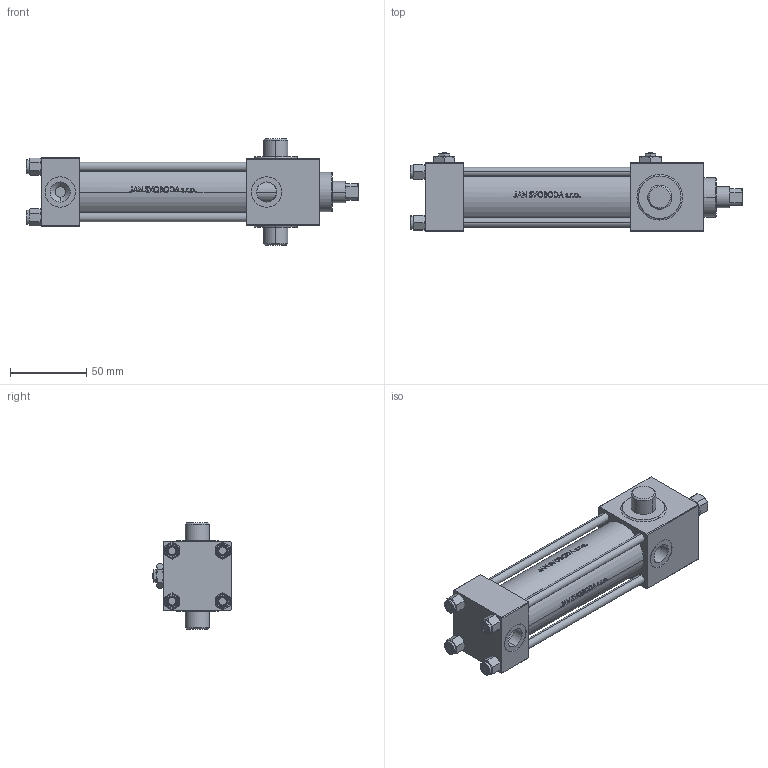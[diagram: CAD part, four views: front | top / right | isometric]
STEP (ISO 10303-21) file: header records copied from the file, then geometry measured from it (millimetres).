
FILE_DESCRIPTION (( 'STEP AP203' ), '1' );
FILE_NAME ('442d.STEP', '2022-04-16T07:41:41', ( '' ), ( '' ), 'SwSTEP 2.0', 'SolidWorks 2019', '' );
FILE_SCHEMA (( 'CONFIG_CONTROL_DESIGN' ));
Length unit declared in the file: millimetre
Products named in the file (7): V215_VC_A a595743f89c96d305b930c8fc0c50dc6; NUT_M5_K a595743f89c96d305b930c8fc0c50dc6; V215CR_K_TYCINKA a595743f89c96d305b930c8fc0c50dc6; V215CR_K_Body a595743f89c96d305b930c8fc0c50dc6; V215CR_VCP_K a595743f89c96d305b930c8fc0c50dc6; 442d; Zatka_pro_OIL_PORT a595743f89c96d305b930c8fc0c50dc6
Assembly tree (13 placements, depth 2):
  442d
    V215CR_K_Body a595743f89c96d305b930c8fc0c50dc6
    V215CR_VCP_K a595743f89c96d305b930c8fc0c50dc6
    V215CR_K_TYCINKA a595743f89c96d305b930c8fc0c50dc6  x4
    NUT_M5_K a595743f89c96d305b930c8fc0c50dc6  x4
    V215_VC_A a595743f89c96d305b930c8fc0c50dc6
    Zatka_pro_OIL_PORT a595743f89c96d305b930c8fc0c50dc6  x2
Bounding box: 218 x 52 x 70 mm (x, y, z)
Volume: 232479.7 mm3; surface area: 88093.8 mm2
Topology: 13 solids, 13 shells, 1180 faces, 2956 edges, 1891 vertices
Faces by surface type: plane 478, bspline 380, cone 174, cylinder 136, torus 12
Entity records: 48960 total; most frequent: CARTESIAN_POINT 26237, ORIENTED_EDGE 5212, DIRECTION 3236, EDGE_CURVE 2606, VERTEX_POINT 1689, VECTOR 1318, LINE 1318, EDGE_LOOP 1121
